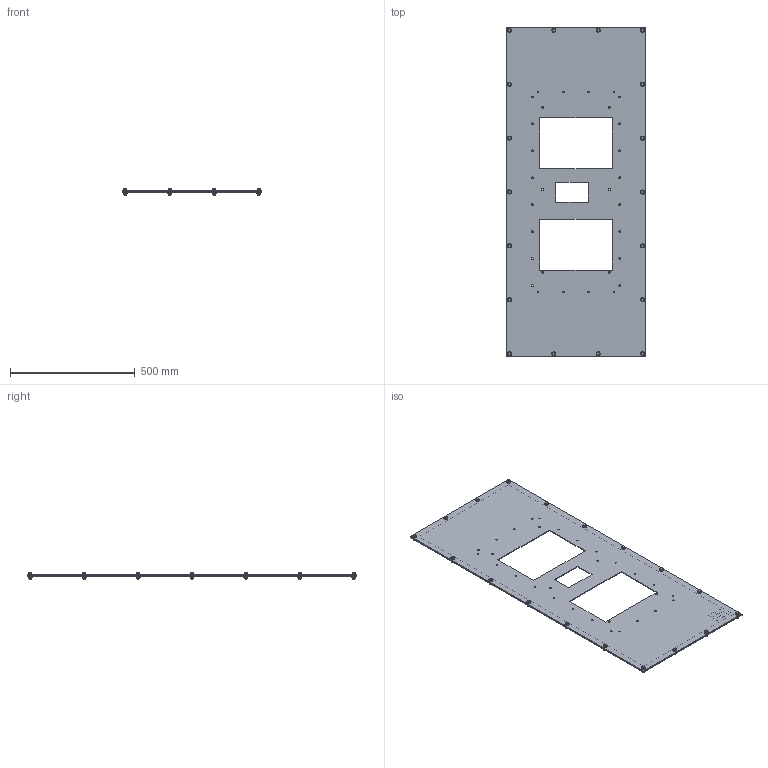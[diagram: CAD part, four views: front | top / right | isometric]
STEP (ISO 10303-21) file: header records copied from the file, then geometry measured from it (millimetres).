
FILE_DESCRIPTION(/* description */ ('52" X 22" COVER PLATE'),/* implementation_level */ '2;1');
FILE_NAME(/* name */ 'D52CVPKNHX32.stp',/* time_stamp */ '2017-10-11T15:28:44+06:00',/* author */ ('vdas'),/* organization */ (''),/* preprocessor_version */ 'ST-DEVELOPER v16.1',/* originating_system */ 'Autodesk Inventor 2016',/* authorisation */ '');
FILE_SCHEMA (('AUTOMOTIVE_DESIGN { 1 0 10303 214 3 1 1 }'));
Length unit declared in the file: inch
Products named in the file (9): D52CVPKNHX32; D5222CVPGSKT; 30221; 3905; 3907; 34929; 10 GA TO 14 GA w 0.125 Comp; 34466; D52CVPKNHX32_1
Assembly tree (25 placements, depth 3):
  D52CVPKNHX32_1
    D52CVPKNHX32
    D5222CVPGSKT
    10 GA TO 14 GA w 0.125 Comp  x18
      30221
      3905
      3907
      34929
    34466
Bounding box: 558.8 x 1320.8 x 24.22 mm (x, y, z)
Volume: 2263616.6 mm3; surface area: 1493327.3 mm2
Topology: 75 solids, 75 shells, 1084 faces, 2355 edges, 1462 vertices
Faces by surface type: plane 560, cylinder 254, cone 198, bspline 36, torus 36
Full cylindrical faces by diameter (mm): 4.978 x18, 5.556 x18, 5.969 x18, 6.35 x42, 6.985 x18, 7.144 x18, 7.366 x18, 7.938 x6, 11.049 x18, 11.125 x18, 15.24 x18, 15.875 x18, 16.51 x18, 44.45 x1, 44.958 x1
Entity records: 5988 total; most frequent: CARTESIAN_POINT 1006, DIRECTION 975, ORIENTED_EDGE 762, EDGE_LOOP 421, AXIS2_PLACEMENT_3D 405, EDGE_CURVE 381, VERTEX_POINT 304, FACE_BOUND 238
